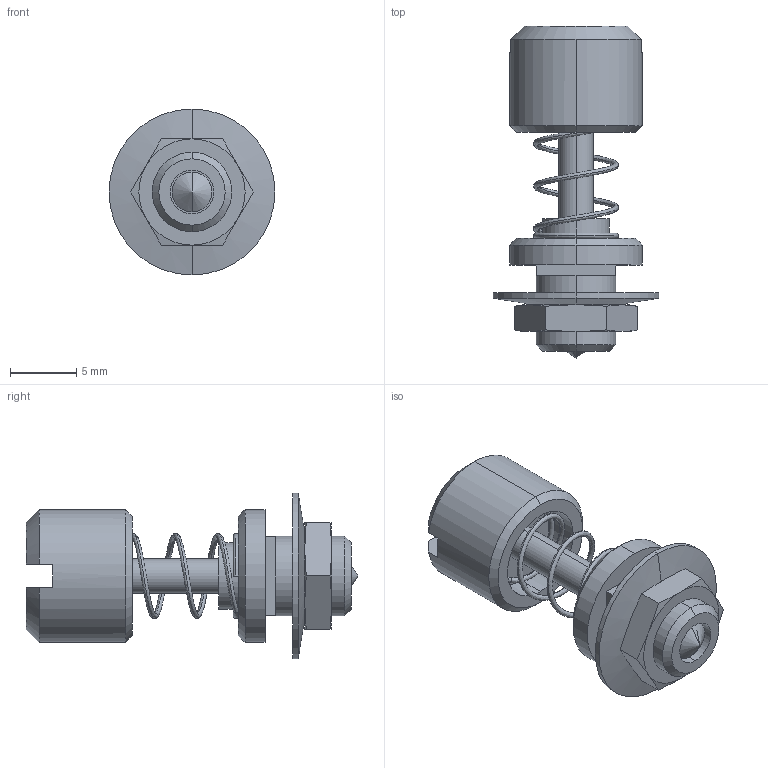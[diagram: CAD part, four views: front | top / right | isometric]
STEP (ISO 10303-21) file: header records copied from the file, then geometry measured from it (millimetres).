
FILE_DESCRIPTION (( 'STEP AP203' ), '1' );
FILE_NAME ('A-1039-1.STEP', '2019-03-22T05:04:25', ( '' ), ( '' ), 'SwSTEP 2.0', 'SolidWorks 2014', '' );
FILE_SCHEMA (( 'CONFIG_CONTROL_DESIGN' ));
Length unit declared in the file: millimetre
Products named in the file (6): A-1039-1スリーブ_; A-1039-1; A-1039-1低ナット_; A-1039-1つまみ部_; A-1039-1僗僾儕儞僌_; A-1039-1皿バネ_
Assembly tree (5 placements, depth 2):
  A-1039-1
    A-1039-1つまみ部_
    A-1039-1僗僾儕儞僌_
    A-1039-1スリーブ_
    A-1039-1皿バネ_
    A-1039-1低ナット_
Bounding box: 12.5 x 25 x 12.5 mm (x, y, z)
Volume: 1004.1 mm3; surface area: 1526.3 mm2
Topology: 5 solids, 5 shells, 92 faces, 194 edges, 114 vertices
Faces by surface type: plane 31, cone 27, cylinder 24, torus 8, bspline 2
Entity records: 4257 total; most frequent: CARTESIAN_POINT 1654, DIRECTION 453, ORIENTED_EDGE 384, AXIS2_PLACEMENT_3D 193, EDGE_CURVE 192, VERTEX_POINT 114, EDGE_LOOP 102, CIRCLE 95
